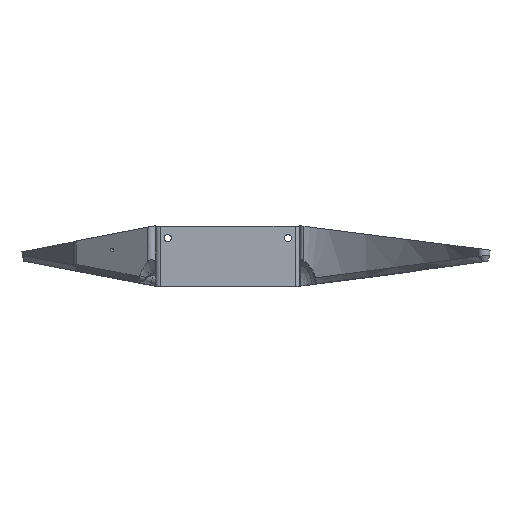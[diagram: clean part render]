
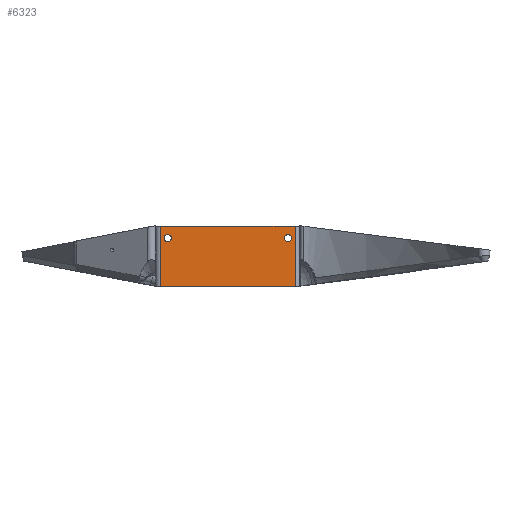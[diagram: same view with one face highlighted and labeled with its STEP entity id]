
A CAD part, top view. The second image highlights one B-rep face of the part: STEP entity #6323.
In plain terms, the highlighted planar face has unit normal (0, 0, 1).
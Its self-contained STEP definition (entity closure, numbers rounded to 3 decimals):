
#134=PLANE('',#7014);
#497=CIRCLE('',#7002,3.);
#499=CIRCLE('',#7005,3.);
#504=CIRCLE('',#7015,3.);
#505=CIRCLE('',#7016,3.);
#1011=LINE('',#14564,#1354);
#1012=LINE('',#14567,#1355);
#1013=LINE('',#14569,#1356);
#1014=LINE('',#14571,#1357);
#1354=VECTOR('',#8554,1000.);
#1355=VECTOR('',#8555,1000.);
#1356=VECTOR('',#8556,1000.);
#1357=VECTOR('',#8557,1000.);
#2988=ORIENTED_EDGE('',*,*,#4136,.F.);
#2989=ORIENTED_EDGE('',*,*,#4109,.F.);
#2990=ORIENTED_EDGE('',*,*,#4137,.F.);
#2991=ORIENTED_EDGE('',*,*,#4113,.F.);
#2992=ORIENTED_EDGE('',*,*,#4138,.T.);
#2993=ORIENTED_EDGE('',*,*,#4139,.T.);
#2994=ORIENTED_EDGE('',*,*,#4140,.F.);
#2995=ORIENTED_EDGE('',*,*,#4141,.T.);
#4109=EDGE_CURVE('',#4791,#4792,#497,.T.);
#4113=EDGE_CURVE('',#4795,#4796,#499,.T.);
#4136=EDGE_CURVE('',#4792,#4791,#504,.T.);
#4137=EDGE_CURVE('',#4796,#4795,#505,.T.);
#4138=EDGE_CURVE('',#4810,#4811,#1011,.T.);
#4139=EDGE_CURVE('',#4811,#4812,#1012,.F.);
#4140=EDGE_CURVE('',#4813,#4812,#1013,.T.);
#4141=EDGE_CURVE('',#4813,#4810,#1014,.T.);
#4791=VERTEX_POINT('',#14457);
#4792=VERTEX_POINT('',#14459);
#4795=VERTEX_POINT('',#14466);
#4796=VERTEX_POINT('',#14468);
#4810=VERTEX_POINT('',#14565);
#4811=VERTEX_POINT('',#14566);
#4812=VERTEX_POINT('',#14568);
#4813=VERTEX_POINT('',#14570);
#5475=EDGE_LOOP('',(#2988,#2989));
#5476=EDGE_LOOP('',(#2990,#2991));
#5477=EDGE_LOOP('',(#2992,#2993,#2994,#2995));
#5898=FACE_BOUND('',#5475,.T.);
#5899=FACE_BOUND('',#5476,.T.);
#5900=FACE_BOUND('',#5477,.T.);
#6323=ADVANCED_FACE('',(#5898,#5899,#5900),#134,.F.);
#7002=AXIS2_PLACEMENT_3D('',#14458,#8512,#8513);
#7005=AXIS2_PLACEMENT_3D('',#14467,#8520,#8521);
#7014=AXIS2_PLACEMENT_3D('',#14561,#8548,#8549);
#7015=AXIS2_PLACEMENT_3D('',#14562,#8550,#8551);
#7016=AXIS2_PLACEMENT_3D('',#14563,#8552,#8553);
#8512=DIRECTION('',(0.,0.,1.));
#8513=DIRECTION('',(1.,0.,0.));
#8520=DIRECTION('',(0.,0.,1.));
#8521=DIRECTION('',(1.,0.,0.));
#8548=DIRECTION('',(0.,0.,-1.));
#8549=DIRECTION('',(-1.,0.,0.));
#8550=DIRECTION('',(0.,0.,1.));
#8551=DIRECTION('',(1.,0.,0.));
#8552=DIRECTION('',(0.,0.,1.));
#8553=DIRECTION('',(1.,0.,0.));
#8554=DIRECTION('',(1.,0.,0.));
#8555=DIRECTION('',(0.,-1.,0.));
#8556=DIRECTION('',(1.,0.,0.));
#8557=DIRECTION('',(0.,-1.,0.));
#14457=CARTESIAN_POINT('',(-53.,40.,-100.));
#14458=CARTESIAN_POINT('',(-50.,40.,-100.));
#14459=CARTESIAN_POINT('',(-47.,40.,-100.));
#14466=CARTESIAN_POINT('',(47.,40.,-100.));
#14467=CARTESIAN_POINT('',(50.,40.,-100.));
#14468=CARTESIAN_POINT('',(53.,40.,-100.));
#14561=CARTESIAN_POINT('',(0.,50.,-100.));
#14562=CARTESIAN_POINT('',(-50.,40.,-100.));
#14563=CARTESIAN_POINT('',(50.,40.,-100.));
#14564=CARTESIAN_POINT('',(0.,0.,-100.));
#14565=CARTESIAN_POINT('',(-56.,0.,-100.));
#14566=CARTESIAN_POINT('',(56.,0.,-100.));
#14567=CARTESIAN_POINT('',(56.,50.,-100.));
#14568=CARTESIAN_POINT('',(56.,50.,-100.));
#14569=CARTESIAN_POINT('',(0.,50.,-100.));
#14570=CARTESIAN_POINT('',(-56.,50.,-100.));
#14571=CARTESIAN_POINT('',(-56.,50.,-100.));
